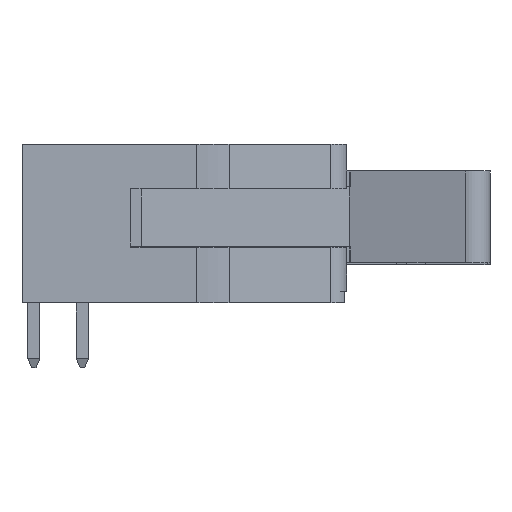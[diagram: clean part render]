
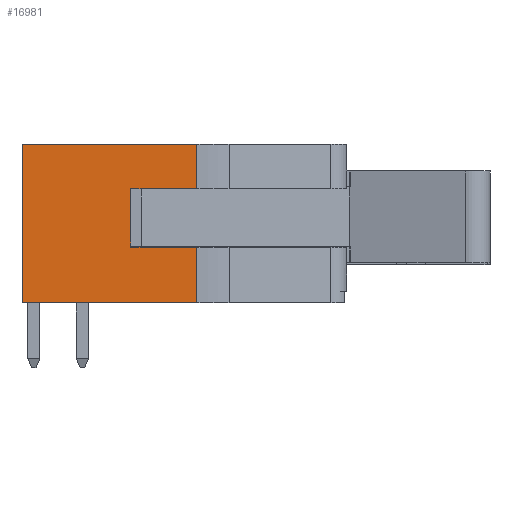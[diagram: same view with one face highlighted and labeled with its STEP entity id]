
A CAD part, front view. The second image highlights one B-rep face of the part: STEP entity #16981.
In plain terms, the highlighted face is planar.
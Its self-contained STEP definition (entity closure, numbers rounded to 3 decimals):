
#736=ORIENTED_EDGE('',*,*,#5611,.F.);
#737=ORIENTED_EDGE('',*,*,#5612,.F.);
#738=ORIENTED_EDGE('',*,*,#5613,.T.);
#739=ORIENTED_EDGE('',*,*,#5584,.F.);
#740=ORIENTED_EDGE('',*,*,#5614,.T.);
#741=ORIENTED_EDGE('',*,*,#5615,.T.);
#742=ORIENTED_EDGE('',*,*,#5616,.F.);
#743=ORIENTED_EDGE('',*,*,#5589,.F.);
#5584=EDGE_CURVE('',#8009,#8006,#9596,.T.);
#5589=EDGE_CURVE('',#8012,#8013,#9600,.T.);
#5611=EDGE_CURVE('',#8028,#8012,#9621,.T.);
#5612=EDGE_CURVE('',#8029,#8028,#9622,.T.);
#5613=EDGE_CURVE('',#8029,#8006,#9623,.T.);
#5614=EDGE_CURVE('',#8009,#8030,#9624,.T.);
#5615=EDGE_CURVE('',#8030,#8031,#9625,.T.);
#5616=EDGE_CURVE('',#8013,#8031,#9626,.T.);
#8006=VERTEX_POINT('',#24700);
#8009=VERTEX_POINT('',#24705);
#8012=VERTEX_POINT('',#24715);
#8013=VERTEX_POINT('',#24717);
#8028=VERTEX_POINT('',#24760);
#8029=VERTEX_POINT('',#24762);
#8030=VERTEX_POINT('',#24765);
#8031=VERTEX_POINT('',#24767);
#9596=LINE('',#24706,#11917);
#9600=LINE('',#24716,#11921);
#9621=LINE('',#24759,#11942);
#9622=LINE('',#24761,#11943);
#9623=LINE('',#24763,#11944);
#9624=LINE('',#24764,#11945);
#9625=LINE('',#24766,#11946);
#9626=LINE('',#24768,#11947);
#11917=VECTOR('',#19918,1000.);
#11921=VECTOR('',#19928,1000.);
#11942=VECTOR('',#19963,1000.);
#11943=VECTOR('',#19964,1000.);
#11944=VECTOR('',#19965,1000.);
#11945=VECTOR('',#19966,1000.);
#11946=VECTOR('',#19967,1000.);
#11947=VECTOR('',#19968,1000.);
#13988=EDGE_LOOP('',(#736,#737,#738,#739,#740,#741,#742,#743));
#15035=FACE_BOUND('',#13988,.T.);
#16067=PLANE('',#18323);
#16981=ADVANCED_FACE('',(#15035),#16067,.T.);
#18323=AXIS2_PLACEMENT_3D('',#24758,#19961,#19962);
#19918=DIRECTION('',(0.,1.,0.));
#19928=DIRECTION('',(0.,1.,0.));
#19961=DIRECTION('',(1.,0.,0.));
#19962=DIRECTION('',(0.,0.,-1.));
#19963=DIRECTION('',(0.,0.,1.));
#19964=DIRECTION('',(0.,1.,0.));
#19965=DIRECTION('',(0.,0.,1.));
#19966=DIRECTION('',(0.,0.,-1.));
#19967=DIRECTION('',(0.,1.,0.));
#19968=DIRECTION('',(0.,0.,-1.));
#24700=CARTESIAN_POINT('',(31.34,-1.825,4.149));
#24705=CARTESIAN_POINT('',(31.34,-4.15,4.149));
#24706=CARTESIAN_POINT('',(31.34,-4.15,4.149));
#24715=CARTESIAN_POINT('',(31.34,1.225,4.149));
#24716=CARTESIAN_POINT('',(31.34,-4.15,4.149));
#24717=CARTESIAN_POINT('',(31.34,4.15,4.149));
#24758=CARTESIAN_POINT('',(31.34,-4.15,5.));
#24759=CARTESIAN_POINT('',(31.34,1.225,0.7));
#24760=CARTESIAN_POINT('',(31.34,1.225,0.7));
#24761=CARTESIAN_POINT('',(31.34,-1.825,0.7));
#24762=CARTESIAN_POINT('',(31.34,-1.825,0.7));
#24763=CARTESIAN_POINT('',(31.34,-1.825,0.7));
#24764=CARTESIAN_POINT('',(31.34,-4.15,5.));
#24765=CARTESIAN_POINT('',(31.34,-4.15,-5.));
#24766=CARTESIAN_POINT('',(31.34,-4.15,-5.));
#24767=CARTESIAN_POINT('',(31.34,4.15,-5.));
#24768=CARTESIAN_POINT('',(31.34,4.15,5.));
